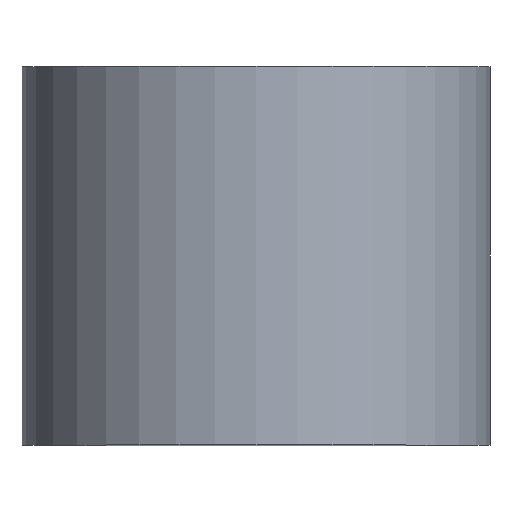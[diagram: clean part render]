
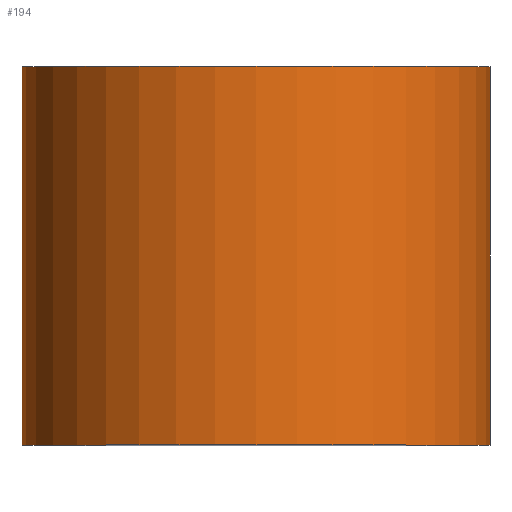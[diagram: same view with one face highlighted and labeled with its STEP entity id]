
A CAD part, top view. The second image highlights one B-rep face of the part: STEP entity #194.
In plain terms, the highlighted cylindrical face has radius 6.18 mm (diameter 12.36 mm), a full revolution.
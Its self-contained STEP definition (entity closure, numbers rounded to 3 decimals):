
#161=FACE_OUTER_BOUND('',#164,.T.);
#164=EDGE_LOOP('',(#183,#184,#185,#186,#187,#188));
#167=LINE('',#302,#168);
#168=VECTOR('',#250,6.18);
#169=CIRCLE('',#218,6.18);
#170=CIRCLE('',#219,6.18);
#171=CIRCLE('',#220,6.18);
#172=CIRCLE('',#221,6.18);
#174=VERTEX_POINT('',#297);
#175=VERTEX_POINT('',#298);
#176=VERTEX_POINT('',#301);
#177=VERTEX_POINT('',#303);
#178=EDGE_CURVE('',#174,#175,#169,.T.);
#179=EDGE_CURVE('',#175,#174,#170,.T.);
#180=EDGE_CURVE('',#175,#176,#167,.T.);
#181=EDGE_CURVE('',#176,#177,#171,.T.);
#182=EDGE_CURVE('',#177,#176,#172,.T.);
#183=ORIENTED_EDGE('',*,*,#178,.F.);
#184=ORIENTED_EDGE('',*,*,#179,.F.);
#185=ORIENTED_EDGE('',*,*,#180,.T.);
#186=ORIENTED_EDGE('',*,*,#181,.T.);
#187=ORIENTED_EDGE('',*,*,#182,.T.);
#188=ORIENTED_EDGE('',*,*,#180,.F.);
#193=CYLINDRICAL_SURFACE('',#217,6.18);
#194=ADVANCED_FACE('',(#161),#193,.T.);
#217=AXIS2_PLACEMENT_3D('',#296,#244,#245);
#218=AXIS2_PLACEMENT_3D('',#299,#246,#247);
#219=AXIS2_PLACEMENT_3D('',#300,#248,#249);
#220=AXIS2_PLACEMENT_3D('',#304,#251,#252);
#221=AXIS2_PLACEMENT_3D('',#305,#253,#254);
#244=DIRECTION('center_axis',(0.,1.,0.));
#245=DIRECTION('ref_axis',(-1.,0.,0.));
#246=DIRECTION('center_axis',(0.,1.,0.));
#247=DIRECTION('ref_axis',(-1.,0.,0.));
#248=DIRECTION('center_axis',(0.,1.,0.));
#249=DIRECTION('ref_axis',(-1.,0.,0.));
#250=DIRECTION('',(0.,-1.,0.));
#251=DIRECTION('center_axis',(0.,1.,0.));
#252=DIRECTION('ref_axis',(-1.,0.,0.));
#253=DIRECTION('center_axis',(0.,1.,0.));
#254=DIRECTION('ref_axis',(-1.,0.,0.));
#296=CARTESIAN_POINT('Origin',(0.,0.,0.));
#297=CARTESIAN_POINT('',(-6.18,10.,0.));
#298=CARTESIAN_POINT('',(6.18,10.,0.));
#299=CARTESIAN_POINT('Origin',(0.,10.,0.));
#300=CARTESIAN_POINT('Origin',(0.,10.,0.));
#301=CARTESIAN_POINT('',(6.18,0.,0.));
#302=CARTESIAN_POINT('',(6.18,0.,0.));
#303=CARTESIAN_POINT('',(-6.18,0.,0.));
#304=CARTESIAN_POINT('Origin',(0.,0.,0.));
#305=CARTESIAN_POINT('Origin',(0.,0.,0.));
